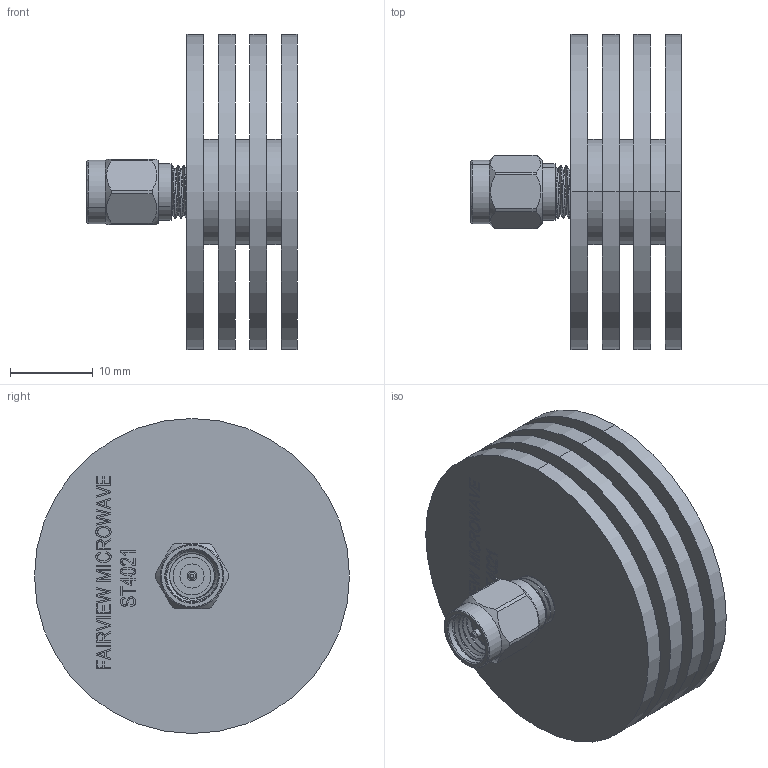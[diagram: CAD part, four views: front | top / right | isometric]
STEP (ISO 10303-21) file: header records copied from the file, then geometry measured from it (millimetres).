
FILE_DESCRIPTION (( 'STEP AP203' ), '1' );
FILE_NAME ('ST4021.step', '2019-02-19T16:32:16', ( '' ), ( '' ), 'SwSTEP 2.0', 'SolidWorks 2017', '' );
FILE_SCHEMA (( 'CONFIG_CONTROL_DESIGN' ));
Length unit declared in the file: inch
Products named in the file (1): ST4021
Bounding box: 25.4 x 38.1 x 38.1 mm (x, y, z)
Volume: 10174.1 mm3; surface area: 10231.4 mm2
Topology: 1 solids, 1 shells, 392 faces, 1027 edges, 681 vertices
Faces by surface type: plane 237, bspline 92, cylinder 52, cone 11
Entity records: 17767 total; most frequent: CARTESIAN_POINT 8717, ORIENTED_EDGE 2054, DIRECTION 1477, EDGE_CURVE 1027, VECTOR 707, LINE 707, VERTEX_POINT 681, EDGE_LOOP 436
